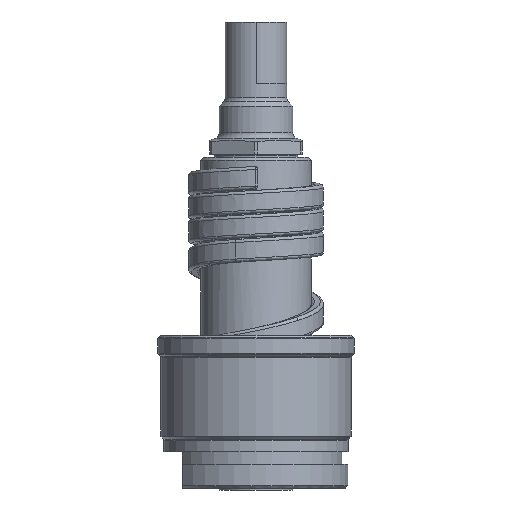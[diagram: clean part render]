
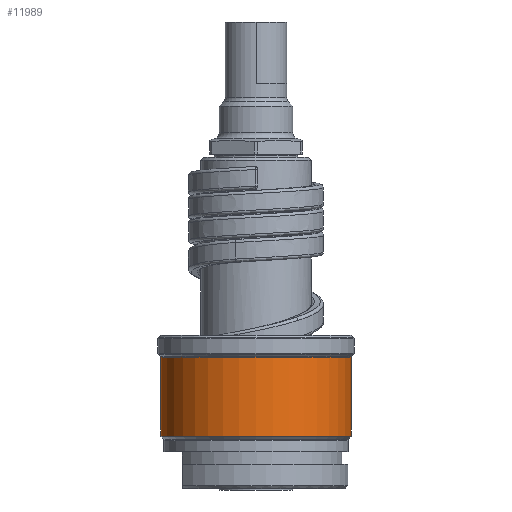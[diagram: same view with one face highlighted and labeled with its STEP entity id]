
A CAD part, front view. The second image highlights one B-rep face of the part: STEP entity #11989.
In plain terms, the highlighted cylindrical face has radius 15.5 mm (diameter 31 mm), a partial arc.
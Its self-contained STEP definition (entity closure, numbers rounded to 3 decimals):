
#3844=CARTESIAN_POINT('',(0.,0.,8.583));
#3845=DIRECTION('',(0.,0.,1.));
#3846=DIRECTION('',(-1.,0.,0.));
#3847=AXIS2_PLACEMENT_3D('',#3844,#3845,#3846);
#3849=DIRECTION('',(0.,0.,-1.));
#3850=VECTOR('',#3849,12.835);
#3851=CARTESIAN_POINT('',(-15.5,0.,21.417));
#3852=LINE('',#3851,#3850);
#3853=CARTESIAN_POINT('',(0.,0.,21.417));
#3854=DIRECTION('',(0.,0.,1.));
#3855=DIRECTION('',(-1.,0.,0.));
#3856=AXIS2_PLACEMENT_3D('',#3853,#3854,#3855);
#3858=DIRECTION('',(0.,0.,-1.));
#3859=VECTOR('',#3858,12.835);
#3860=CARTESIAN_POINT('',(15.5,0.,21.417));
#3861=LINE('',#3860,#3859);
#5389=CARTESIAN_POINT('',(15.5,0.,21.417));
#5390=CARTESIAN_POINT('',(-15.5,0.,21.417));
#5391=VERTEX_POINT('',#5389);
#5392=VERTEX_POINT('',#5390);
#5415=CARTESIAN_POINT('',(15.5,0.,8.583));
#5416=VERTEX_POINT('',#5415);
#5417=CARTESIAN_POINT('',(-15.5,0.,8.583));
#5418=VERTEX_POINT('',#5417);
#11977=CARTESIAN_POINT('',(0.,0.,7.15));
#11978=DIRECTION('',(0.,0.,1.));
#11979=DIRECTION('',(-1.,0.,0.));
#11980=AXIS2_PLACEMENT_3D('',#11977,#11978,#11979);
#11981=CYLINDRICAL_SURFACE('',#11980,15.5);
#11982=ORIENTED_EDGE('',*,*,#11949,.F.);
#11983=ORIENTED_EDGE('',*,*,#11967,.F.);
#11985=ORIENTED_EDGE('',*,*,#11984,.T.);
#11986=ORIENTED_EDGE('',*,*,#11963,.T.);
#11987=EDGE_LOOP('',(#11982,#11983,#11985,#11986));
#11988=FACE_OUTER_BOUND('',#11987,.F.);
#3848=CIRCLE('',#3847,15.5);
#3857=CIRCLE('',#3856,15.5);
#11949=EDGE_CURVE('',#5418,#5416,#3848,.T.);
#11963=EDGE_CURVE('',#5391,#5416,#3861,.T.);
#11967=EDGE_CURVE('',#5392,#5418,#3852,.T.);
#11984=EDGE_CURVE('',#5392,#5391,#3857,.T.);
#11989=ADVANCED_FACE('',(#11988),#11981,.T.);
